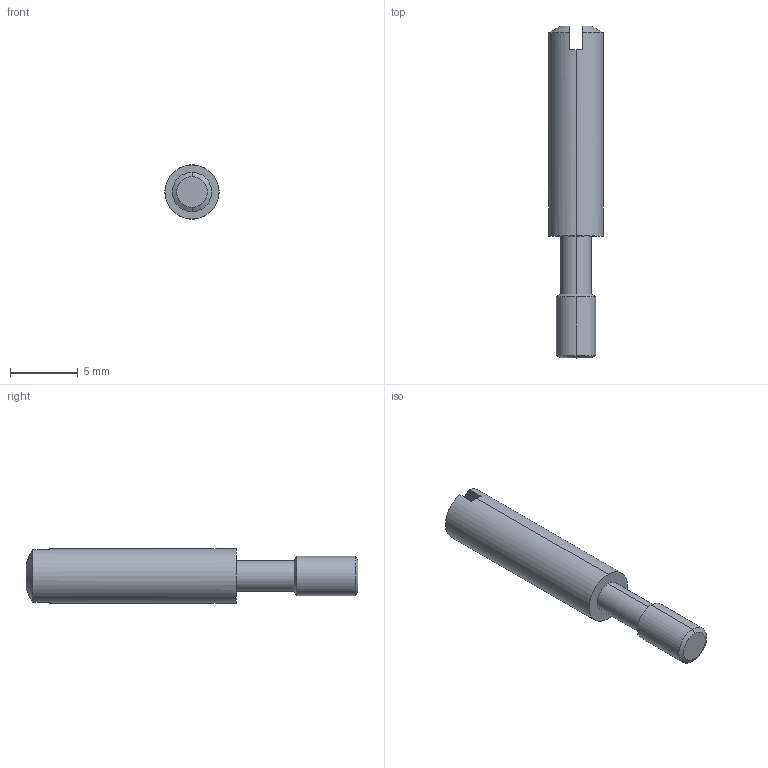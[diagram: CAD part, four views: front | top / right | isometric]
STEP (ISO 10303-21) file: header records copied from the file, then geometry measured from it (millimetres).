
FILE_DESCRIPTION (( 'STEP AP214' ), '1' );
FILE_NAME ('ZP-MC-CODEPIN-3.step', '2015-08-12T18:18:17', ( '' ), ( '' ), 'SwSTEP 2.0', 'SolidWorks 2014', '' );
FILE_SCHEMA (( 'AUTOMOTIVE_DESIGN' ));
Length unit declared in the file: millimetre
Products named in the file (1): ZP-MC-CODEPIN-3
Bounding box: 4 x 24.5 x 4 mm (x, y, z)
Volume: 234.3 mm3; surface area: 301.1 mm2
Topology: 1 solids, 1 shells, 19 faces, 42 edges, 26 vertices
Faces by surface type: plane 7, cylinder 6, cone 6
Entity records: 566 total; most frequent: CARTESIAN_POINT 100, DIRECTION 98, ORIENTED_EDGE 84, EDGE_CURVE 42, AXIS2_PLACEMENT_3D 40, VERTEX_POINT 26, CIRCLE 20, EDGE_LOOP 20
